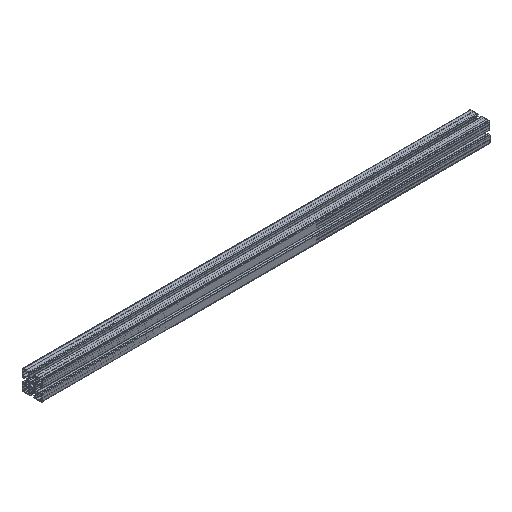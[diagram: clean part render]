
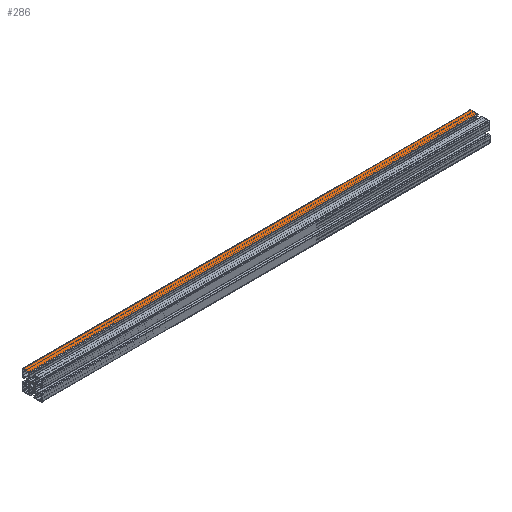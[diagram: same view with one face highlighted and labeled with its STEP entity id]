
A CAD part, isometric view. The second image highlights one B-rep face of the part: STEP entity #286.
In plain terms, the highlighted planar face has unit normal (0, 0, 1).
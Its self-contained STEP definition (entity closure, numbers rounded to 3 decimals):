
#286=ADVANCED_FACE('',(#642),#643,.F.);
#642=FACE_OUTER_BOUND('',#1075,.T.);
#643=PLANE('',#1076);
#1075=EDGE_LOOP('',(#2570,#2571,#2572,#2573));
#1076=AXIS2_PLACEMENT_3D('',#2574,#2575,#2576);
#2570=ORIENTED_EDGE('',*,*,#3318,.F.);
#2571=ORIENTED_EDGE('',*,*,#3666,.F.);
#2572=ORIENTED_EDGE('',*,*,#3431,.F.);
#2573=ORIENTED_EDGE('',*,*,#3667,.T.);
#2574=CARTESIAN_POINT('',(3000.0,12.5,22.5));
#2575=DIRECTION('',(0.0,0.,-1.0));
#2576=DIRECTION('',(0.0,1.0,0.));
#3318=EDGE_CURVE('',#4145,#4147,#4148,.T.);
#3431=EDGE_CURVE('',#4371,#4373,#4374,.T.);
#3666=EDGE_CURVE('',#4373,#4145,#4710,.T.);
#3667=EDGE_CURVE('',#4371,#4147,#4711,.T.);
#4145=VERTEX_POINT('',#5273);
#4147=VERTEX_POINT('',#5275);
#4148=LINE('',#5276,#5277);
#4371=VERTEX_POINT('',#5539);
#4373=VERTEX_POINT('',#5541);
#4374=LINE('',#5542,#5543);
#4710=LINE('',#6062,#6063);
#4711=LINE('',#6064,#6065);
#5273=CARTESIAN_POINT('',(-500.0,5.,22.5));
#5275=CARTESIAN_POINT('',(-500.0,20.,22.5));
#5276=CARTESIAN_POINT('',(-500.0,12.5,22.5));
#5277=VECTOR('',#6652,1.0);
#5539=CARTESIAN_POINT('',(500.0,20.,22.5));
#5541=CARTESIAN_POINT('',(500.0,5.,22.5));
#5542=CARTESIAN_POINT('',(500.0,12.5,22.5));
#5543=VECTOR('',#6911,1.0);
#6062=CARTESIAN_POINT('',(3000.0,5.,22.5));
#6063=VECTOR('',#7248,1.0);
#6064=CARTESIAN_POINT('',(3000.0,20.,22.5));
#6065=VECTOR('',#7249,1.0);
#6652=DIRECTION('',(0.0,1.0,0.));
#6911=DIRECTION('',(0.0,-1.0,0.));
#7248=DIRECTION('',(-1.0,0.0,0.0));
#7249=DIRECTION('',(-1.0,0.0,0.0));
